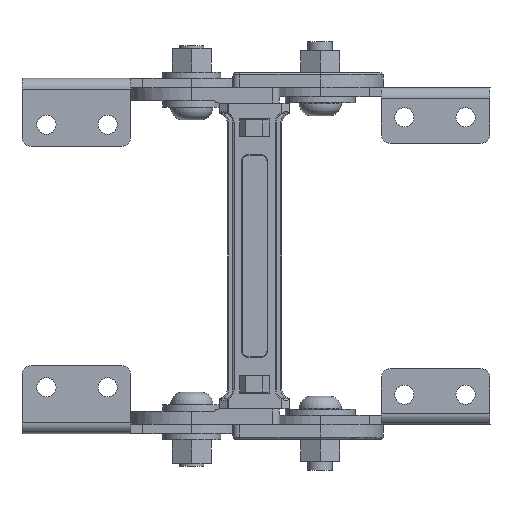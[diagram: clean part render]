
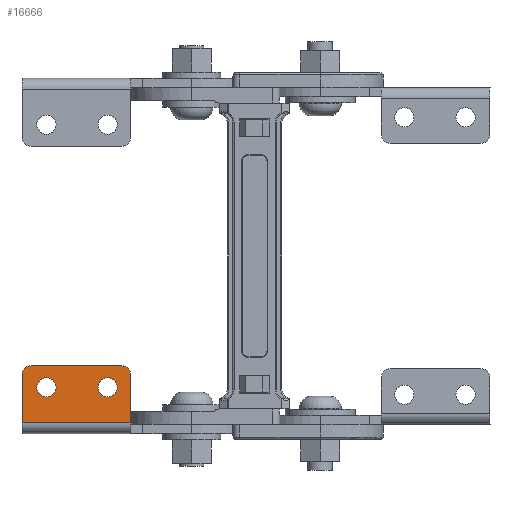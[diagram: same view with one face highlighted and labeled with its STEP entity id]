
A CAD part, front view. The second image highlights one B-rep face of the part: STEP entity #16666.
In plain terms, the highlighted planar face has unit normal (0, -1, 0).
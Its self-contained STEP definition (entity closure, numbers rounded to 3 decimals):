
#194 = EDGE_CURVE ( 'NONE', #17411, #34214, #837, .T. ) ;
#322 = EDGE_LOOP ( 'NONE', ( #29465, #16198 ) ) ;
#837 = CIRCLE ( 'NONE', #4121, 3. ) ;
#1023 = ORIENTED_EDGE ( 'NONE', *, *, #43770, .F. ) ;
#1597 = CARTESIAN_POINT ( 'NONE',  ( -102.156, -19.759, 35.559 ) ) ;
#2383 = CARTESIAN_POINT ( 'NONE',  ( -129.806, -19.759, 31.409 ) ) ;
#2454 = DIRECTION ( 'NONE',  ( 1., 0., 0. ) ) ;
#3336 = AXIS2_PLACEMENT_3D ( 'NONE', #40717, #9343, #37804 ) ;
#3397 = CARTESIAN_POINT ( 'NONE',  ( -79.156, -19.759, 1.059 ) ) ;
#3717 = DIRECTION ( 'NONE',  ( 1., 0., 0. ) ) ;
#4020 = EDGE_LOOP ( 'NONE', ( #14694, #36251, #1023, #6925, #6874, #28510 ) ) ;
#4121 = AXIS2_PLACEMENT_3D ( 'NONE', #29256, #25885, #4904 ) ;
#4635 = ORIENTED_EDGE ( 'NONE', *, *, #27422, .T. ) ;
#4786 = CARTESIAN_POINT ( 'NONE',  ( -99.156, -19.759, 38.559 ) ) ;
#4904 = DIRECTION ( 'NONE',  ( 1., 0., 0. ) ) ;
#5063 = DIRECTION ( 'NONE',  ( 0., 0., 1. ) ) ;
#5546 = CARTESIAN_POINT ( 'NONE',  ( -109.806, -19.759, 31.409 ) ) ;
#6402 = CARTESIAN_POINT ( 'NONE',  ( -102.156, -19.759, 38.559 ) ) ;
#6874 = ORIENTED_EDGE ( 'NONE', *, *, #14310, .F. ) ;
#6925 = ORIENTED_EDGE ( 'NONE', *, *, #194, .T. ) ;
#7181 = LINE ( 'NONE', #4786, #43332 ) ;
#7317 = DIRECTION ( 'NONE',  ( 1., 0., 0. ) ) ;
#8072 = VERTEX_POINT ( 'NONE', #5546 ) ;
#8271 = CARTESIAN_POINT ( 'NONE',  ( -99.156, -19.759, 35.559 ) ) ;
#9040 = CARTESIAN_POINT ( 'NONE',  ( -134.656, -19.759, 10.606 ) ) ;
#9244 = VERTEX_POINT ( 'NONE', #8271 ) ;
#9343 = DIRECTION ( 'NONE',  ( 0., 1., 0. ) ) ;
#9678 = FACE_BOUND ( 'NONE', #322, .T. ) ;
#10423 = EDGE_CURVE ( 'NONE', #9244, #19896, #37010, .T. ) ;
#11290 = CARTESIAN_POINT ( 'NONE',  ( -126.656, -19.759, 31.409 ) ) ;
#11824 = EDGE_LOOP ( 'NONE', ( #16782, #4635 ) ) ;
#12290 = DIRECTION ( 'NONE',  ( 1., 0., 0. ) ) ;
#12908 = CIRCLE ( 'NONE', #21226, 3.15 ) ;
#13794 = EDGE_CURVE ( 'NONE', #23606, #20015, #44363, .T. ) ;
#14310 = EDGE_CURVE ( 'NONE', #23606, #34214, #39422, .T. ) ;
#14312 = AXIS2_PLACEMENT_3D ( 'NONE', #21326, #14571, #3717 ) ;
#14541 = EDGE_CURVE ( 'NONE', #38429, #8072, #14775, .T. ) ;
#14545 = DIRECTION ( 'NONE',  ( 0., 1., 0. ) ) ;
#14571 = DIRECTION ( 'NONE',  ( 0., 1., 0. ) ) ;
#14694 = ORIENTED_EDGE ( 'NONE', *, *, #22353, .F. ) ;
#14775 = CIRCLE ( 'NONE', #3336, 3.15 ) ;
#16198 = ORIENTED_EDGE ( 'NONE', *, *, #26714, .T. ) ;
#16317 = CARTESIAN_POINT ( 'NONE',  ( -123.506, -19.759, 31.409 ) ) ;
#16666 = ADVANCED_FACE ( 'NONE', ( #9678, #42520, #31014 ), #41795, .F. ) ;
#16782 = ORIENTED_EDGE ( 'NONE', *, *, #43932, .T. ) ;
#17090 = CARTESIAN_POINT ( 'NONE',  ( -134.656, -19.759, 35.559 ) ) ;
#17411 = VERTEX_POINT ( 'NONE', #33688 ) ;
#17751 = CARTESIAN_POINT ( 'NONE',  ( -99.156, -19.759, 19.8 ) ) ;
#18247 = AXIS2_PLACEMENT_3D ( 'NONE', #1597, #33442, #12290 ) ;
#18419 = VECTOR ( 'NONE', #43311, 1000. ) ;
#18699 = CARTESIAN_POINT ( 'NONE',  ( -134.656, -19.759, 38.559 ) ) ;
#19896 = VERTEX_POINT ( 'NONE', #6402 ) ;
#20015 = VERTEX_POINT ( 'NONE', #17751 ) ;
#20222 = AXIS2_PLACEMENT_3D ( 'NONE', #3397, #14545, #38885 ) ;
#20974 = VERTEX_POINT ( 'NONE', #2383 ) ;
#21226 = AXIS2_PLACEMENT_3D ( 'NONE', #37787, #41302, #2454 ) ;
#21272 = CARTESIAN_POINT ( 'NONE',  ( -103.506, -19.759, 31.409 ) ) ;
#21326 = CARTESIAN_POINT ( 'NONE',  ( -106.656, -19.759, 31.409 ) ) ;
#21667 = DIRECTION ( 'NONE',  ( 1., 0., 0. ) ) ;
#22353 = EDGE_CURVE ( 'NONE', #9244, #20015, #7181, .T. ) ;
#23606 = VERTEX_POINT ( 'NONE', #25219 ) ;
#25219 = CARTESIAN_POINT ( 'NONE',  ( -134.656, -19.759, 19.8 ) ) ;
#25885 = DIRECTION ( 'NONE',  ( 0., -1., 0. ) ) ;
#26714 = EDGE_CURVE ( 'NONE', #8072, #38429, #45139, .T. ) ;
#27422 = EDGE_CURVE ( 'NONE', #20974, #32107, #33073, .T. ) ;
#28510 = ORIENTED_EDGE ( 'NONE', *, *, #13794, .T. ) ;
#29256 = CARTESIAN_POINT ( 'NONE',  ( -131.656, -19.759, 35.559 ) ) ;
#29465 = ORIENTED_EDGE ( 'NONE', *, *, #14541, .T. ) ;
#31014 = FACE_OUTER_BOUND ( 'NONE', #4020, .T. ) ;
#32107 = VERTEX_POINT ( 'NONE', #16317 ) ;
#32324 = VECTOR ( 'NONE', #5063, 1000. ) ;
#33073 = CIRCLE ( 'NONE', #41377, 3.15 ) ;
#33442 = DIRECTION ( 'NONE',  ( 0., -1., 0. ) ) ;
#33688 = CARTESIAN_POINT ( 'NONE',  ( -131.656, -19.759, 38.559 ) ) ;
#33742 = LINE ( 'NONE', #18699, #18419 ) ;
#34214 = VERTEX_POINT ( 'NONE', #17090 ) ;
#36251 = ORIENTED_EDGE ( 'NONE', *, *, #10423, .T. ) ;
#36803 = CARTESIAN_POINT ( 'NONE',  ( -79.156, -19.759, 19.8 ) ) ;
#36925 = DIRECTION ( 'NONE',  ( 0., 0., -1. ) ) ;
#37010 = CIRCLE ( 'NONE', #18247, 3. ) ;
#37270 = VECTOR ( 'NONE', #21667, 1000. ) ;
#37787 = CARTESIAN_POINT ( 'NONE',  ( -126.656, -19.759, 31.409 ) ) ;
#37804 = DIRECTION ( 'NONE',  ( 1., 0., 0. ) ) ;
#38429 = VERTEX_POINT ( 'NONE', #21272 ) ;
#38885 = DIRECTION ( 'NONE',  ( 1., 0., 0. ) ) ;
#39422 = LINE ( 'NONE', #9040, #32324 ) ;
#40717 = CARTESIAN_POINT ( 'NONE',  ( -106.656, -19.759, 31.409 ) ) ;
#41302 = DIRECTION ( 'NONE',  ( 0., 1., 0. ) ) ;
#41377 = AXIS2_PLACEMENT_3D ( 'NONE', #11290, #42215, #7317 ) ;
#41795 = PLANE ( 'NONE',  #20222 ) ;
#42215 = DIRECTION ( 'NONE',  ( 0., 1., 0. ) ) ;
#42520 = FACE_BOUND ( 'NONE', #11824, .T. ) ;
#43311 = DIRECTION ( 'NONE',  ( 1., 0., 0. ) ) ;
#43332 = VECTOR ( 'NONE', #36925, 1000. ) ;
#43770 = EDGE_CURVE ( 'NONE', #17411, #19896, #33742, .T. ) ;
#43932 = EDGE_CURVE ( 'NONE', #32107, #20974, #12908, .T. ) ;
#44363 = LINE ( 'NONE', #36803, #37270 ) ;
#45139 = CIRCLE ( 'NONE', #14312, 3.15 ) ;
